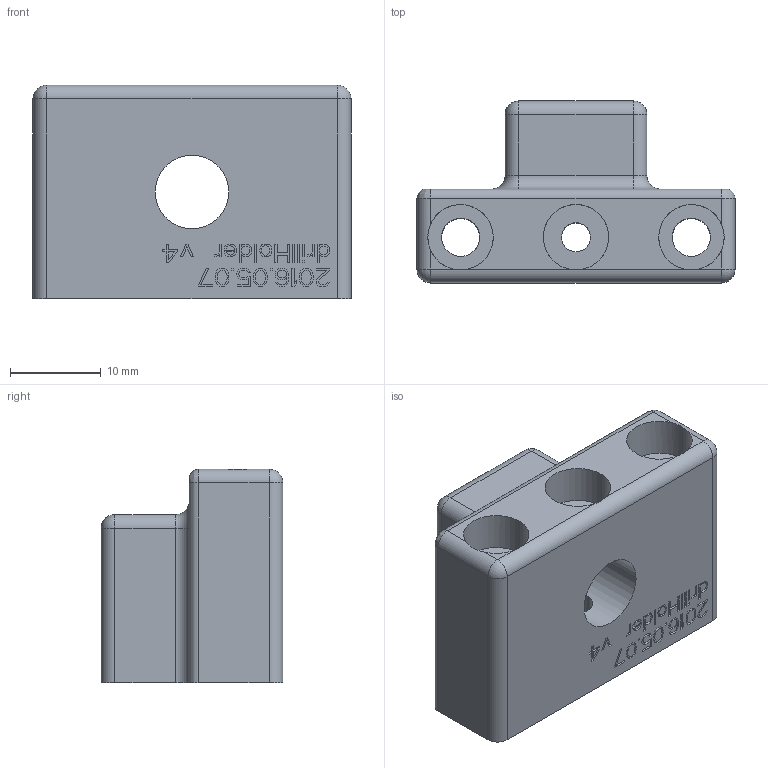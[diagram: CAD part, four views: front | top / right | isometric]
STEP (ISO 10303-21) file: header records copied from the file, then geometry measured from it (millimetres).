
FILE_DESCRIPTION((''),'2;1');
FILE_NAME('MINISCOPE_DRILLHOLDER_V4','2020-08-20T14:56:08',('biafra'),(''),'CREO PARAMETRIC BY PTC INC, 2019224','CREO PARAMETRIC BY PTC INC, 2019224','');
FILE_SCHEMA(('CONFIG_CONTROL_DESIGN'));
Length unit declared in the file: millimetre
Products named in the file (1): MINISCOPE_DRILLHOLDER_V4
Bounding box: 35 x 20 x 23.5 mm (x, y, z)
Volume: 8959.5 mm3; surface area: 4655.8 mm2
Topology: 1 solids, 1 shells, 623 faces, 1748 edges, 1158 vertices
Faces by surface type: plane 581, cylinder 34, sphere 4, bspline 2, torus 2
Entity records: 19918 total; most frequent: CARTESIAN_POINT 3754, ORIENTED_EDGE 3496, DIRECTION 3040, EDGE_CURVE 1748, VECTOR 1664, LINE 1664, VERTEX_POINT 1158, AXIS2_PLACEMENT_3D 688
